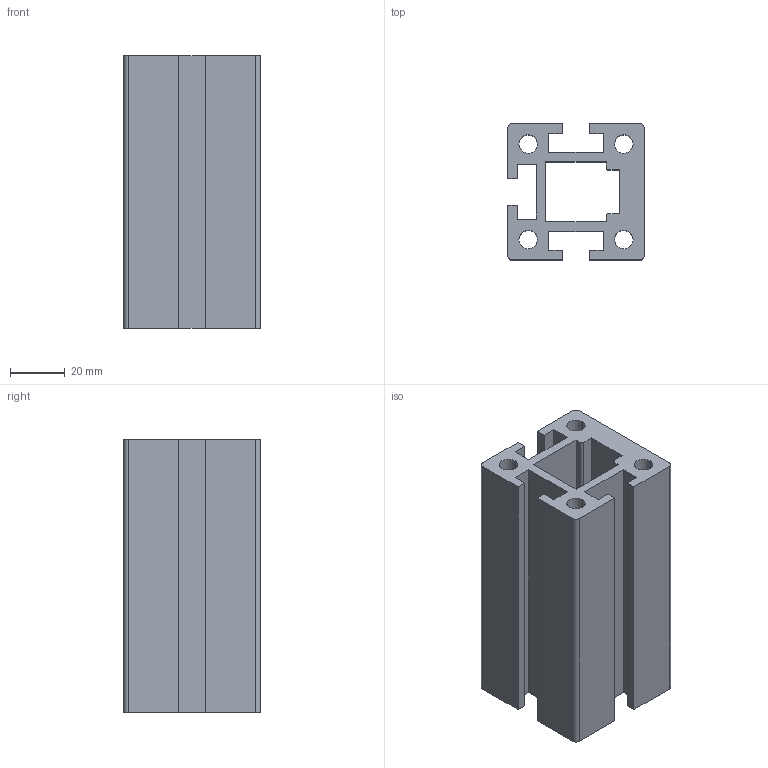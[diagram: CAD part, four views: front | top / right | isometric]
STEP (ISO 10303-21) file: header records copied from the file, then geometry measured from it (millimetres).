
FILE_DESCRIPTION(('Creo Elements/Direct Modeling STEP Export'),'2;1');
FILE_NAME('55.0010_Quadratprofil-MMS-55_50x50mm-1seitig-Vollkern.stp','2022-03-21T 8:06:03',(''),(''),'PTC Creo Elements/Direct Modeling STEP processor for AP214 (Solid Model)','PTC Creo Elements/Direct Modeling 19.0C 15-Aug-2015 (C) Parametric Technology GmbH','');
FILE_SCHEMA(('AUTOMOTIVE_DESIGN { 1 0 10303 214 1 1 1 1 }'));
Length unit declared in the file: millimetre
Products named in the file (1): Quadratprofil-MMS-55_50x50mm-1seitig-Vollkern_55.0010_PX175928
Bounding box: 50 x 50 x 100 mm (x, y, z)
Volume: 126310.6 mm3; surface area: 52810.8 mm2
Topology: 1 solids, 1 shells, 52 faces, 153 edges, 103 vertices
Faces by surface type: plane 38, cylinder 14
Entity records: 1706 total; most frequent: ORIENTED_EDGE 306, CARTESIAN_POINT 295, DIRECTION 264, EDGE_CURVE 153, VECTOR 120, LINE 120, VERTEX_POINT 103, AXIS2_PLACEMENT_3D 72
